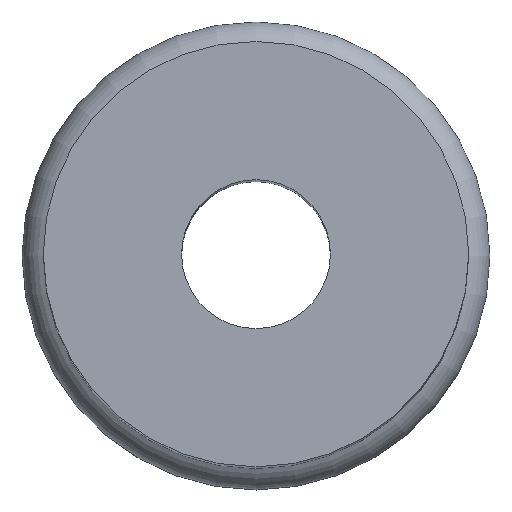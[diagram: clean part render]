
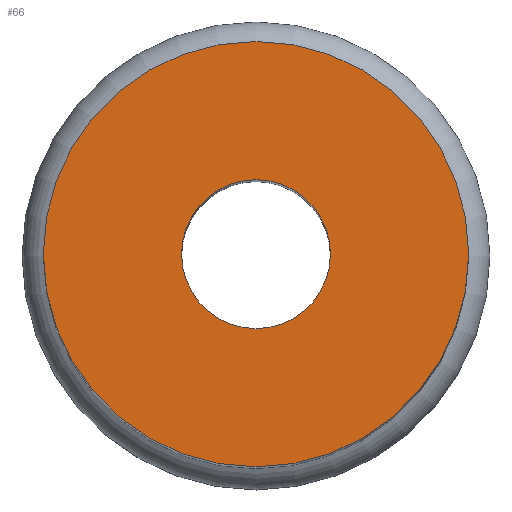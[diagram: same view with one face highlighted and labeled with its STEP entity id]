
A CAD part, top view. The second image highlights one B-rep face of the part: STEP entity #66.
In plain terms, the highlighted planar face has unit normal (0, 0, 1).
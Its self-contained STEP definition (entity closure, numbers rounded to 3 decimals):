
#48=EDGE_CURVE('240[2]',#108,#108,#109,.T.);
#66=ADVANCED_FACE('240[2]',(#134,#135),#136,.T.);
#71=EDGE_CURVE('240[2]',#143,#143,#144,.T.);
#108=VERTEX_POINT('',#177);
#109=CIRCLE('',#178,5.);
#134=FACE_OUTER_BOUND('',#209,.T.);
#135=FACE_BOUND('',#210,.T.);
#136=PLANE('',#211);
#143=VERTEX_POINT('',#220);
#144=CIRCLE('',#221,1.75);
#177=CARTESIAN_POINT('',(0.,5.,24.5));
#178=AXIS2_PLACEMENT_3D('',#249,#250,#251);
#209=EDGE_LOOP('',(#275));
#210=EDGE_LOOP('',(#276));
#211=AXIS2_PLACEMENT_3D('',#277,#278,#279);
#220=CARTESIAN_POINT('',(0.,1.75,24.5));
#221=AXIS2_PLACEMENT_3D('',#286,#287,#288);
#249=CARTESIAN_POINT('',(0.,0.,24.5));
#250=DIRECTION('',(0.,0.,-1.0));
#251=DIRECTION('',(0.,1.0,0.));
#275=ORIENTED_EDGE('',*,*,#48,.F.);
#276=ORIENTED_EDGE('',*,*,#71,.T.);
#277=CARTESIAN_POINT('',(0.,3.375,24.5));
#278=DIRECTION('',(0.,0.,1.0));
#279=DIRECTION('',(0.,-1.0,0.));
#286=CARTESIAN_POINT('',(0.,0.,24.5));
#287=DIRECTION('',(0.,0.,-1.0));
#288=DIRECTION('',(0.,1.0,0.));
